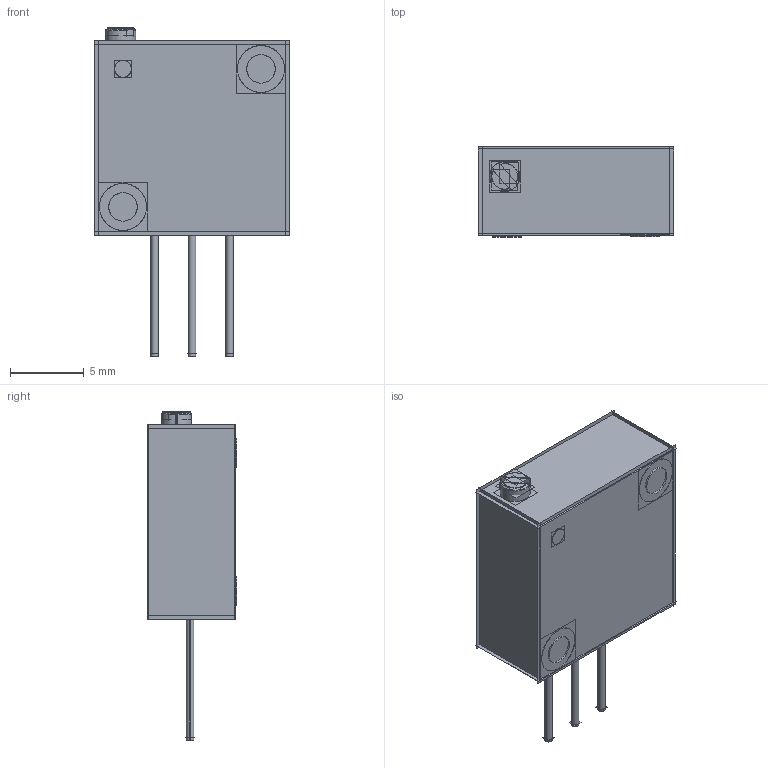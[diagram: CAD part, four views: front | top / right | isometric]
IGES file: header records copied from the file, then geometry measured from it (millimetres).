
Start section:  PTC IGES file: 3252W.igs
Global section: file name: 3252W.igs; native system: Creo Parametric by Parametric Technology Corporation; preprocessor: 2012230; author: stevec; organization: Unknown; date: 20121029.161530; units: inch
Bounding box: 13.21 x 6.08 x 22.22 mm (x, y, z)
Volume: 894.5 mm3; surface area: 4165.2 mm2
Topology: 1 solids, 5 shells, 1012 faces, 4950 edges, 6019 vertices
Faces by surface type: bspline 864, revolution 136, extrusion 12
